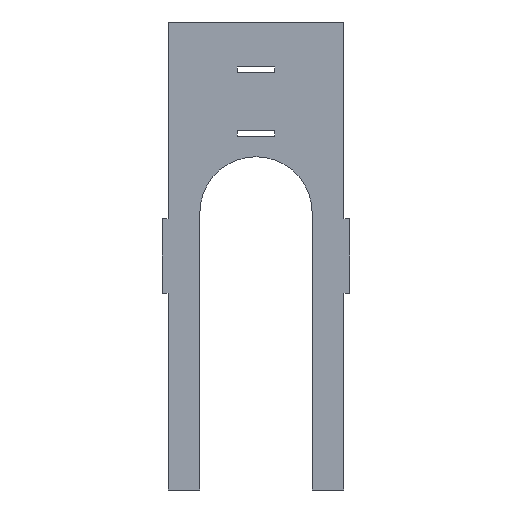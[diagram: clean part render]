
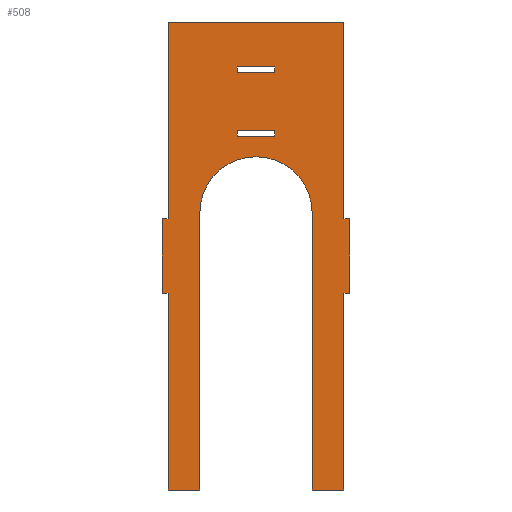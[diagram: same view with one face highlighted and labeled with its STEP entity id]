
A CAD part, front view. The second image highlights one B-rep face of the part: STEP entity #508.
In plain terms, the highlighted planar face has unit normal (0, -1, 0).
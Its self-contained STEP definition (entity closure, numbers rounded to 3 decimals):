
#15=FACE_BOUND('',#72,.T.);
#16=FACE_BOUND('',#73,.T.);
#19=PLANE('',#550);
#45=FACE_OUTER_BOUND('',#71,.T.);
#71=EDGE_LOOP('',(#366,#367,#368,#369,#370,#371,#372,#373,#374,#375,#376,
#377,#378,#379,#380,#381));
#72=EDGE_LOOP('',(#382,#383,#384,#385));
#73=EDGE_LOOP('',(#386,#387,#388,#389));
#102=LINE('',#715,#172);
#103=LINE('',#717,#173);
#104=LINE('',#719,#174);
#105=LINE('',#721,#175);
#106=LINE('',#723,#176);
#107=LINE('',#725,#177);
#108=LINE('',#727,#178);
#109=LINE('',#729,#179);
#110=LINE('',#731,#180);
#111=LINE('',#733,#181);
#112=LINE('',#735,#182);
#113=LINE('',#737,#183);
#114=LINE('',#739,#184);
#115=LINE('',#741,#185);
#116=LINE('',#742,#186);
#117=LINE('',#745,#187);
#118=LINE('',#747,#188);
#119=LINE('',#749,#189);
#120=LINE('',#750,#190);
#121=LINE('',#753,#191);
#122=LINE('',#755,#192);
#123=LINE('',#757,#193);
#124=LINE('',#758,#194);
#172=VECTOR('',#587,10.);
#173=VECTOR('',#588,10.);
#174=VECTOR('',#589,10.);
#175=VECTOR('',#590,105.);
#176=VECTOR('',#591,10.);
#177=VECTOR('',#592,40.);
#178=VECTOR('',#593,10.);
#179=VECTOR('',#594,105.);
#180=VECTOR('',#595,10.);
#181=VECTOR('',#596,10.);
#182=VECTOR('',#597,10.);
#183=VECTOR('',#598,10.);
#184=VECTOR('',#599,10.);
#185=VECTOR('',#600,10.);
#186=VECTOR('',#601,10.);
#187=VECTOR('',#602,10.);
#188=VECTOR('',#603,10.);
#189=VECTOR('',#604,10.);
#190=VECTOR('',#605,10.);
#191=VECTOR('',#606,10.);
#192=VECTOR('',#607,10.);
#193=VECTOR('',#608,10.);
#194=VECTOR('',#609,10.);
#240=CIRCLE('',#548,30.);
#242=VERTEX_POINT('',#705);
#243=VERTEX_POINT('',#706);
#246=VERTEX_POINT('',#714);
#247=VERTEX_POINT('',#716);
#248=VERTEX_POINT('',#718);
#249=VERTEX_POINT('',#720);
#250=VERTEX_POINT('',#722);
#251=VERTEX_POINT('',#724);
#252=VERTEX_POINT('',#726);
#253=VERTEX_POINT('',#728);
#254=VERTEX_POINT('',#730);
#255=VERTEX_POINT('',#732);
#256=VERTEX_POINT('',#734);
#257=VERTEX_POINT('',#736);
#258=VERTEX_POINT('',#738);
#259=VERTEX_POINT('',#740);
#260=VERTEX_POINT('',#743);
#261=VERTEX_POINT('',#744);
#262=VERTEX_POINT('',#746);
#263=VERTEX_POINT('',#748);
#264=VERTEX_POINT('',#751);
#265=VERTEX_POINT('',#752);
#266=VERTEX_POINT('',#754);
#267=VERTEX_POINT('',#756);
#290=EDGE_CURVE('',#242,#243,#240,.T.);
#294=EDGE_CURVE('',#246,#242,#102,.T.);
#295=EDGE_CURVE('',#243,#247,#103,.T.);
#296=EDGE_CURVE('',#248,#247,#104,.T.);
#297=EDGE_CURVE('',#249,#248,#105,.T.);
#298=EDGE_CURVE('',#250,#249,#106,.T.);
#299=EDGE_CURVE('',#251,#250,#107,.T.);
#300=EDGE_CURVE('',#251,#252,#108,.T.);
#301=EDGE_CURVE('',#253,#252,#109,.T.);
#302=EDGE_CURVE('',#253,#254,#110,.T.);
#303=EDGE_CURVE('',#254,#255,#111,.T.);
#304=EDGE_CURVE('',#255,#256,#112,.T.);
#305=EDGE_CURVE('',#256,#257,#113,.T.);
#306=EDGE_CURVE('',#258,#257,#114,.T.);
#307=EDGE_CURVE('',#258,#259,#115,.T.);
#308=EDGE_CURVE('',#246,#259,#116,.T.);
#309=EDGE_CURVE('',#260,#261,#117,.T.);
#310=EDGE_CURVE('',#261,#262,#118,.T.);
#311=EDGE_CURVE('',#262,#263,#119,.T.);
#312=EDGE_CURVE('',#263,#260,#120,.T.);
#313=EDGE_CURVE('',#264,#265,#121,.T.);
#314=EDGE_CURVE('',#265,#266,#122,.T.);
#315=EDGE_CURVE('',#266,#267,#123,.T.);
#316=EDGE_CURVE('',#267,#264,#124,.T.);
#366=ORIENTED_EDGE('',*,*,#294,.T.);
#367=ORIENTED_EDGE('',*,*,#290,.T.);
#368=ORIENTED_EDGE('',*,*,#295,.T.);
#369=ORIENTED_EDGE('',*,*,#296,.F.);
#370=ORIENTED_EDGE('',*,*,#297,.F.);
#371=ORIENTED_EDGE('',*,*,#298,.F.);
#372=ORIENTED_EDGE('',*,*,#299,.F.);
#373=ORIENTED_EDGE('',*,*,#300,.T.);
#374=ORIENTED_EDGE('',*,*,#301,.F.);
#375=ORIENTED_EDGE('',*,*,#302,.T.);
#376=ORIENTED_EDGE('',*,*,#303,.T.);
#377=ORIENTED_EDGE('',*,*,#304,.T.);
#378=ORIENTED_EDGE('',*,*,#305,.T.);
#379=ORIENTED_EDGE('',*,*,#306,.F.);
#380=ORIENTED_EDGE('',*,*,#307,.T.);
#381=ORIENTED_EDGE('',*,*,#308,.F.);
#382=ORIENTED_EDGE('',*,*,#309,.T.);
#383=ORIENTED_EDGE('',*,*,#310,.T.);
#384=ORIENTED_EDGE('',*,*,#311,.T.);
#385=ORIENTED_EDGE('',*,*,#312,.T.);
#386=ORIENTED_EDGE('',*,*,#313,.T.);
#387=ORIENTED_EDGE('',*,*,#314,.T.);
#388=ORIENTED_EDGE('',*,*,#315,.T.);
#389=ORIENTED_EDGE('',*,*,#316,.T.);
#508=ADVANCED_FACE('',(#45,#15,#16),#19,.F.);
#548=AXIS2_PLACEMENT_3D('',#707,#579,#580);
#550=AXIS2_PLACEMENT_3D('',#713,#585,#586);
#579=DIRECTION('center_axis',(0.,1.,0.));
#580=DIRECTION('ref_axis',(1.,0.,0.));
#585=DIRECTION('center_axis',(0.,1.,0.));
#586=DIRECTION('ref_axis',(0.,0.,1.));
#587=DIRECTION('',(0.,0.,1.));
#588=DIRECTION('',(0.,0.,-1.));
#589=DIRECTION('',(-1.,0.,0.));
#590=DIRECTION('',(0.,0.,-1.));
#591=DIRECTION('',(-1.,0.,0.));
#592=DIRECTION('',(0.,0.,-1.));
#593=DIRECTION('',(-1.,0.,0.));
#594=DIRECTION('',(0.,0.,-1.));
#595=DIRECTION('',(-1.,0.,0.));
#596=DIRECTION('',(0.,0.,-1.));
#597=DIRECTION('',(-1.,0.,0.));
#598=DIRECTION('',(0.,0.,-1.));
#599=DIRECTION('',(-1.,0.,0.));
#600=DIRECTION('',(0.,0.,-1.));
#601=DIRECTION('',(-1.,0.,0.));
#602=DIRECTION('',(0.,0.,-1.));
#603=DIRECTION('',(-1.,0.,0.));
#604=DIRECTION('',(0.,0.,1.));
#605=DIRECTION('',(1.,0.,0.));
#606=DIRECTION('',(0.,0.,-1.));
#607=DIRECTION('',(-1.,0.,0.));
#608=DIRECTION('',(0.,0.,1.));
#609=DIRECTION('',(1.,0.,0.));
#705=CARTESIAN_POINT('',(-30.,0.,0.));
#706=CARTESIAN_POINT('',(30.,0.,0.));
#707=CARTESIAN_POINT('Origin',(0.,0.,0.));
#713=CARTESIAN_POINT('Origin',(0.,0.,0.));
#714=CARTESIAN_POINT('',(-30.,0.,-148.));
#715=CARTESIAN_POINT('',(-30.,0.,-22.5));
#716=CARTESIAN_POINT('',(30.,0.,-148.));
#717=CARTESIAN_POINT('',(30.,0.,-125.));
#718=CARTESIAN_POINT('',(47.,0.,-148.));
#719=CARTESIAN_POINT('',(40.,0.,-148.));
#720=CARTESIAN_POINT('',(47.,0.,-43.));
#721=CARTESIAN_POINT('',(47.,0.,-20.));
#722=CARTESIAN_POINT('',(50.,0.,-43.));
#723=CARTESIAN_POINT('',(43.,0.,-43.));
#724=CARTESIAN_POINT('',(50.,0.,-3.));
#725=CARTESIAN_POINT('',(50.,0.,20.));
#726=CARTESIAN_POINT('',(47.,0.,-3.));
#727=CARTESIAN_POINT('',(21.5,0.,-3.));
#728=CARTESIAN_POINT('',(47.,0.,102.));
#729=CARTESIAN_POINT('',(47.,0.,125.));
#730=CARTESIAN_POINT('',(-47.,0.,102.));
#731=CARTESIAN_POINT('',(15.,0.,102.));
#732=CARTESIAN_POINT('',(-47.,0.,-3.));
#733=CARTESIAN_POINT('',(-47.,0.,10.));
#734=CARTESIAN_POINT('',(-50.,0.,-3.));
#735=CARTESIAN_POINT('',(-21.5,0.,-3.));
#736=CARTESIAN_POINT('',(-50.,0.,-43.));
#737=CARTESIAN_POINT('',(-50.,0.,-20.));
#738=CARTESIAN_POINT('',(-47.,0.,-43.));
#739=CARTESIAN_POINT('',(-43.,0.,-43.));
#740=CARTESIAN_POINT('',(-47.,0.,-148.));
#741=CARTESIAN_POINT('',(-47.,0.,-125.));
#742=CARTESIAN_POINT('',(-30.,0.,-148.));
#743=CARTESIAN_POINT('',(10.,0.,44.));
#744=CARTESIAN_POINT('',(10.,0.,41.));
#745=CARTESIAN_POINT('',(10.,0.,22.));
#746=CARTESIAN_POINT('',(-10.,0.,41.));
#747=CARTESIAN_POINT('',(5.,0.,41.));
#748=CARTESIAN_POINT('',(-10.,0.,44.));
#749=CARTESIAN_POINT('',(-10.,0.,20.5));
#750=CARTESIAN_POINT('',(-5.,0.,44.));
#751=CARTESIAN_POINT('',(10.,0.,78.));
#752=CARTESIAN_POINT('',(10.,0.,75.));
#753=CARTESIAN_POINT('',(10.,0.,39.));
#754=CARTESIAN_POINT('',(-10.,0.,75.));
#755=CARTESIAN_POINT('',(5.,0.,75.));
#756=CARTESIAN_POINT('',(-10.,0.,78.));
#757=CARTESIAN_POINT('',(-10.,0.,37.5));
#758=CARTESIAN_POINT('',(-5.,0.,78.));
